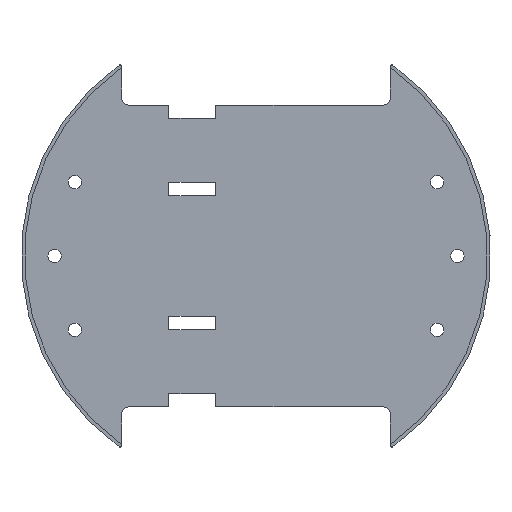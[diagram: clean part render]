
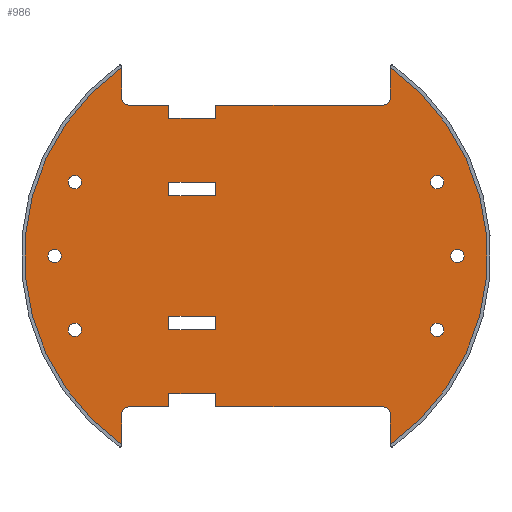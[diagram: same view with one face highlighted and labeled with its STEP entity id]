
A CAD part, front view. The second image highlights one B-rep face of the part: STEP entity #986.
In plain terms, the highlighted planar face has unit normal (0, -1, 0).
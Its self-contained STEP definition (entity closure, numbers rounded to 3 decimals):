
#17=FACE_BOUND('',#159,.T.);
#18=FACE_BOUND('',#160,.T.);
#19=FACE_BOUND('',#161,.T.);
#20=FACE_BOUND('',#162,.T.);
#21=FACE_BOUND('',#163,.T.);
#22=FACE_BOUND('',#164,.T.);
#23=FACE_BOUND('',#165,.T.);
#24=FACE_BOUND('',#166,.T.);
#76=PLANE('',#1073);
#109=FACE_OUTER_BOUND('',#158,.T.);
#158=EDGE_LOOP('',(#718,#719,#720,#721,#722,#723,#724,#725,#726,#727,#728,
#729,#730,#731,#732,#733,#734,#735,#736,#737));
#159=EDGE_LOOP('',(#738,#739,#740,#741));
#160=EDGE_LOOP('',(#742));
#161=EDGE_LOOP('',(#743));
#162=EDGE_LOOP('',(#744));
#163=EDGE_LOOP('',(#745));
#164=EDGE_LOOP('',(#746));
#165=EDGE_LOOP('',(#747));
#166=EDGE_LOOP('',(#748,#749,#750,#751));
#229=LINE('',#1483,#326);
#230=LINE('',#1487,#327);
#231=LINE('',#1489,#328);
#232=LINE('',#1491,#329);
#233=LINE('',#1493,#330);
#234=LINE('',#1495,#331);
#235=LINE('',#1498,#332);
#236=LINE('',#1500,#333);
#237=LINE('',#1504,#334);
#238=LINE('',#1506,#335);
#239=LINE('',#1508,#336);
#240=LINE('',#1510,#337);
#241=LINE('',#1512,#338);
#242=LINE('',#1515,#339);
#243=LINE('',#1518,#340);
#244=LINE('',#1520,#341);
#245=LINE('',#1522,#342);
#246=LINE('',#1523,#343);
#247=LINE('',#1538,#344);
#248=LINE('',#1540,#345);
#249=LINE('',#1542,#346);
#250=LINE('',#1543,#347);
#326=VECTOR('',#1206,10.);
#327=VECTOR('',#1209,10.);
#328=VECTOR('',#1210,10.);
#329=VECTOR('',#1211,10.);
#330=VECTOR('',#1212,10.);
#331=VECTOR('',#1213,10.);
#332=VECTOR('',#1216,10.);
#333=VECTOR('',#1217,10.);
#334=VECTOR('',#1220,10.);
#335=VECTOR('',#1221,10.);
#336=VECTOR('',#1222,10.);
#337=VECTOR('',#1223,10.);
#338=VECTOR('',#1224,10.);
#339=VECTOR('',#1227,10.);
#340=VECTOR('',#1228,10.);
#341=VECTOR('',#1229,10.);
#342=VECTOR('',#1230,10.);
#343=VECTOR('',#1231,10.);
#344=VECTOR('',#1244,10.);
#345=VECTOR('',#1245,10.);
#346=VECTOR('',#1246,10.);
#347=VECTOR('',#1247,10.);
#414=CIRCLE('',#1059,69.);
#416=CIRCLE('',#1063,69.);
#423=CIRCLE('',#1074,2.);
#424=CIRCLE('',#1075,2.);
#425=CIRCLE('',#1076,2.);
#426=CIRCLE('',#1077,2.);
#427=CIRCLE('',#1078,2.);
#428=CIRCLE('',#1079,2.);
#429=CIRCLE('',#1080,2.);
#430=CIRCLE('',#1081,2.);
#431=CIRCLE('',#1082,2.);
#432=CIRCLE('',#1083,2.);
#457=VERTEX_POINT('',#1441);
#458=VERTEX_POINT('',#1442);
#461=VERTEX_POINT('',#1453);
#462=VERTEX_POINT('',#1454);
#472=VERTEX_POINT('',#1482);
#473=VERTEX_POINT('',#1484);
#474=VERTEX_POINT('',#1486);
#475=VERTEX_POINT('',#1488);
#476=VERTEX_POINT('',#1490);
#477=VERTEX_POINT('',#1492);
#478=VERTEX_POINT('',#1494);
#479=VERTEX_POINT('',#1496);
#480=VERTEX_POINT('',#1499);
#481=VERTEX_POINT('',#1501);
#482=VERTEX_POINT('',#1503);
#483=VERTEX_POINT('',#1505);
#484=VERTEX_POINT('',#1507);
#485=VERTEX_POINT('',#1509);
#486=VERTEX_POINT('',#1511);
#487=VERTEX_POINT('',#1513);
#488=VERTEX_POINT('',#1516);
#489=VERTEX_POINT('',#1517);
#490=VERTEX_POINT('',#1519);
#491=VERTEX_POINT('',#1521);
#492=VERTEX_POINT('',#1524);
#493=VERTEX_POINT('',#1526);
#494=VERTEX_POINT('',#1528);
#495=VERTEX_POINT('',#1530);
#496=VERTEX_POINT('',#1532);
#497=VERTEX_POINT('',#1534);
#498=VERTEX_POINT('',#1536);
#499=VERTEX_POINT('',#1537);
#500=VERTEX_POINT('',#1539);
#501=VERTEX_POINT('',#1541);
#550=EDGE_CURVE('',#457,#458,#414,.T.);
#556=EDGE_CURVE('',#461,#462,#416,.T.);
#570=EDGE_CURVE('',#472,#458,#229,.T.);
#571=EDGE_CURVE('',#473,#472,#423,.T.);
#572=EDGE_CURVE('',#474,#473,#230,.T.);
#573=EDGE_CURVE('',#475,#474,#231,.T.);
#574=EDGE_CURVE('',#476,#475,#232,.T.);
#575=EDGE_CURVE('',#477,#476,#233,.T.);
#576=EDGE_CURVE('',#478,#477,#234,.T.);
#577=EDGE_CURVE('',#479,#478,#424,.T.);
#578=EDGE_CURVE('',#461,#479,#235,.T.);
#579=EDGE_CURVE('',#480,#462,#236,.T.);
#580=EDGE_CURVE('',#481,#480,#425,.T.);
#581=EDGE_CURVE('',#482,#481,#237,.T.);
#582=EDGE_CURVE('',#483,#482,#238,.T.);
#583=EDGE_CURVE('',#484,#483,#239,.T.);
#584=EDGE_CURVE('',#485,#484,#240,.T.);
#585=EDGE_CURVE('',#486,#485,#241,.T.);
#586=EDGE_CURVE('',#487,#486,#426,.T.);
#587=EDGE_CURVE('',#457,#487,#242,.T.);
#588=EDGE_CURVE('',#488,#489,#243,.T.);
#589=EDGE_CURVE('',#490,#488,#244,.T.);
#590=EDGE_CURVE('',#491,#490,#245,.T.);
#591=EDGE_CURVE('',#489,#491,#246,.T.);
#592=EDGE_CURVE('',#492,#492,#427,.T.);
#593=EDGE_CURVE('',#493,#493,#428,.T.);
#594=EDGE_CURVE('',#494,#494,#429,.T.);
#595=EDGE_CURVE('',#495,#495,#430,.T.);
#596=EDGE_CURVE('',#496,#496,#431,.T.);
#597=EDGE_CURVE('',#497,#497,#432,.T.);
#598=EDGE_CURVE('',#498,#499,#247,.T.);
#599=EDGE_CURVE('',#500,#498,#248,.T.);
#600=EDGE_CURVE('',#501,#500,#249,.T.);
#601=EDGE_CURVE('',#499,#501,#250,.T.);
#718=ORIENTED_EDGE('',*,*,#550,.T.);
#719=ORIENTED_EDGE('',*,*,#570,.F.);
#720=ORIENTED_EDGE('',*,*,#571,.F.);
#721=ORIENTED_EDGE('',*,*,#572,.F.);
#722=ORIENTED_EDGE('',*,*,#573,.F.);
#723=ORIENTED_EDGE('',*,*,#574,.F.);
#724=ORIENTED_EDGE('',*,*,#575,.F.);
#725=ORIENTED_EDGE('',*,*,#576,.F.);
#726=ORIENTED_EDGE('',*,*,#577,.F.);
#727=ORIENTED_EDGE('',*,*,#578,.F.);
#728=ORIENTED_EDGE('',*,*,#556,.T.);
#729=ORIENTED_EDGE('',*,*,#579,.F.);
#730=ORIENTED_EDGE('',*,*,#580,.F.);
#731=ORIENTED_EDGE('',*,*,#581,.F.);
#732=ORIENTED_EDGE('',*,*,#582,.F.);
#733=ORIENTED_EDGE('',*,*,#583,.F.);
#734=ORIENTED_EDGE('',*,*,#584,.F.);
#735=ORIENTED_EDGE('',*,*,#585,.F.);
#736=ORIENTED_EDGE('',*,*,#586,.F.);
#737=ORIENTED_EDGE('',*,*,#587,.F.);
#738=ORIENTED_EDGE('',*,*,#588,.F.);
#739=ORIENTED_EDGE('',*,*,#589,.F.);
#740=ORIENTED_EDGE('',*,*,#590,.F.);
#741=ORIENTED_EDGE('',*,*,#591,.F.);
#742=ORIENTED_EDGE('',*,*,#592,.F.);
#743=ORIENTED_EDGE('',*,*,#593,.F.);
#744=ORIENTED_EDGE('',*,*,#594,.F.);
#745=ORIENTED_EDGE('',*,*,#595,.F.);
#746=ORIENTED_EDGE('',*,*,#596,.F.);
#747=ORIENTED_EDGE('',*,*,#597,.F.);
#748=ORIENTED_EDGE('',*,*,#598,.F.);
#749=ORIENTED_EDGE('',*,*,#599,.F.);
#750=ORIENTED_EDGE('',*,*,#600,.F.);
#751=ORIENTED_EDGE('',*,*,#601,.F.);
#986=ADVANCED_FACE('',(#109,#17,#18,#19,#20,#21,#22,#23,#24),#76,.F.);
#1059=AXIS2_PLACEMENT_3D('',#1443,#1165,#1166);
#1063=AXIS2_PLACEMENT_3D('',#1455,#1177,#1178);
#1073=AXIS2_PLACEMENT_3D('',#1481,#1204,#1205);
#1074=AXIS2_PLACEMENT_3D('',#1485,#1207,#1208);
#1075=AXIS2_PLACEMENT_3D('',#1497,#1214,#1215);
#1076=AXIS2_PLACEMENT_3D('',#1502,#1218,#1219);
#1077=AXIS2_PLACEMENT_3D('',#1514,#1225,#1226);
#1078=AXIS2_PLACEMENT_3D('',#1525,#1232,#1233);
#1079=AXIS2_PLACEMENT_3D('',#1527,#1234,#1235);
#1080=AXIS2_PLACEMENT_3D('',#1529,#1236,#1237);
#1081=AXIS2_PLACEMENT_3D('',#1531,#1238,#1239);
#1082=AXIS2_PLACEMENT_3D('',#1533,#1240,#1241);
#1083=AXIS2_PLACEMENT_3D('',#1535,#1242,#1243);
#1165=DIRECTION('center_axis',(0.,-1.,0.));
#1166=DIRECTION('ref_axis',(-0.58,0.,0.815));
#1177=DIRECTION('center_axis',(0.,-1.,0.));
#1178=DIRECTION('ref_axis',(0.58,0.,-0.815));
#1204=DIRECTION('center_axis',(0.,1.,0.));
#1205=DIRECTION('ref_axis',(0.,0.,1.));
#1206=DIRECTION('',(0.,0.,1.));
#1207=DIRECTION('center_axis',(0.,-1.,0.));
#1208=DIRECTION('ref_axis',(-1.,0.,0.));
#1209=DIRECTION('',(1.,0.,0.));
#1210=DIRECTION('',(0.,0.,1.));
#1211=DIRECTION('',(1.,0.,0.));
#1212=DIRECTION('',(0.,0.,-1.));
#1213=DIRECTION('',(1.,0.,0.));
#1214=DIRECTION('center_axis',(0.,-1.,0.));
#1215=DIRECTION('ref_axis',(0.,0.,1.));
#1216=DIRECTION('',(0.,0.,-1.));
#1217=DIRECTION('',(0.,0.,-1.));
#1218=DIRECTION('center_axis',(0.,-1.,0.));
#1219=DIRECTION('ref_axis',(1.,0.,0.));
#1220=DIRECTION('',(-1.,0.,0.));
#1221=DIRECTION('',(0.,0.,-1.));
#1222=DIRECTION('',(-1.,0.,0.));
#1223=DIRECTION('',(0.,0.,1.));
#1224=DIRECTION('',(-1.,0.,0.));
#1225=DIRECTION('center_axis',(0.,-1.,0.));
#1226=DIRECTION('ref_axis',(0.,0.,-1.));
#1227=DIRECTION('',(0.,0.,1.));
#1228=DIRECTION('',(1.,0.,0.));
#1229=DIRECTION('',(0.,0.,-1.));
#1230=DIRECTION('',(-1.,0.,0.));
#1231=DIRECTION('',(0.,0.,1.));
#1232=DIRECTION('center_axis',(0.,-1.,0.));
#1233=DIRECTION('ref_axis',(1.,0.,0.));
#1234=DIRECTION('center_axis',(0.,-1.,0.));
#1235=DIRECTION('ref_axis',(1.,0.,0.));
#1236=DIRECTION('center_axis',(0.,-1.,0.));
#1237=DIRECTION('ref_axis',(1.,0.,0.));
#1238=DIRECTION('center_axis',(0.,-1.,0.));
#1239=DIRECTION('ref_axis',(1.,0.,0.));
#1240=DIRECTION('center_axis',(0.,-1.,0.));
#1241=DIRECTION('ref_axis',(1.,0.,0.));
#1242=DIRECTION('center_axis',(0.,-1.,0.));
#1243=DIRECTION('ref_axis',(1.,0.,0.));
#1244=DIRECTION('',(1.,0.,0.));
#1245=DIRECTION('',(0.,0.,-1.));
#1246=DIRECTION('',(-1.,0.,0.));
#1247=DIRECTION('',(0.,0.,1.));
#1441=CARTESIAN_POINT('',(40.,0.,-56.223));
#1442=CARTESIAN_POINT('',(40.,0.,56.223));
#1443=CARTESIAN_POINT('Origin',(0.,0.,0.));
#1453=CARTESIAN_POINT('',(-40.,0.,56.223));
#1454=CARTESIAN_POINT('',(-40.,0.,-56.223));
#1455=CARTESIAN_POINT('Origin',(0.,0.,0.));
#1481=CARTESIAN_POINT('Origin',(0.,0.,0.));
#1482=CARTESIAN_POINT('',(40.,0.,47.));
#1483=CARTESIAN_POINT('',(40.,0.,47.));
#1484=CARTESIAN_POINT('',(38.,0.,45.));
#1485=CARTESIAN_POINT('Origin',(38.,0.,47.));
#1486=CARTESIAN_POINT('',(-12.,0.,45.));
#1487=CARTESIAN_POINT('',(-12.,0.,45.));
#1488=CARTESIAN_POINT('',(-12.,0.,41.));
#1489=CARTESIAN_POINT('',(-12.,0.,41.));
#1490=CARTESIAN_POINT('',(-26.,0.,41.));
#1491=CARTESIAN_POINT('',(-26.,0.,41.));
#1492=CARTESIAN_POINT('',(-26.,0.,45.));
#1493=CARTESIAN_POINT('',(-26.,0.,45.));
#1494=CARTESIAN_POINT('',(-38.,0.,45.));
#1495=CARTESIAN_POINT('',(-38.,0.,45.));
#1496=CARTESIAN_POINT('',(-40.,0.,47.));
#1497=CARTESIAN_POINT('Origin',(-38.,0.,47.));
#1498=CARTESIAN_POINT('',(-40.,0.,56.48));
#1499=CARTESIAN_POINT('',(-40.,0.,-47.));
#1500=CARTESIAN_POINT('',(-40.,0.,-47.));
#1501=CARTESIAN_POINT('',(-38.,0.,-45.));
#1502=CARTESIAN_POINT('Origin',(-38.,0.,-47.));
#1503=CARTESIAN_POINT('',(-26.,0.,-45.));
#1504=CARTESIAN_POINT('',(-26.,0.,-45.));
#1505=CARTESIAN_POINT('',(-26.,0.,-41.));
#1506=CARTESIAN_POINT('',(-26.,0.,-41.));
#1507=CARTESIAN_POINT('',(-12.,0.,-41.));
#1508=CARTESIAN_POINT('',(-12.,0.,-41.));
#1509=CARTESIAN_POINT('',(-12.,0.,-45.));
#1510=CARTESIAN_POINT('',(-12.,0.,-45.));
#1511=CARTESIAN_POINT('',(38.,0.,-45.));
#1512=CARTESIAN_POINT('',(38.,0.,-45.));
#1513=CARTESIAN_POINT('',(40.,0.,-47.));
#1514=CARTESIAN_POINT('Origin',(38.,0.,-47.));
#1515=CARTESIAN_POINT('',(40.,0.,-56.48));
#1516=CARTESIAN_POINT('',(-26.,0.,-22.));
#1517=CARTESIAN_POINT('',(-12.,0.,-22.));
#1518=CARTESIAN_POINT('',(-26.,0.,-22.));
#1519=CARTESIAN_POINT('',(-26.,0.,-18.));
#1520=CARTESIAN_POINT('',(-26.,0.,-18.));
#1521=CARTESIAN_POINT('',(-12.,0.,-18.));
#1522=CARTESIAN_POINT('',(-12.,0.,-18.));
#1523=CARTESIAN_POINT('',(-12.,0.,-22.));
#1524=CARTESIAN_POINT('',(-56.,0.,22.));
#1525=CARTESIAN_POINT('Origin',(-54.,0.,22.));
#1526=CARTESIAN_POINT('',(-56.,0.,-22.));
#1527=CARTESIAN_POINT('Origin',(-54.,0.,-22.));
#1528=CARTESIAN_POINT('',(52.,0.,-22.));
#1529=CARTESIAN_POINT('Origin',(54.,0.,-22.));
#1530=CARTESIAN_POINT('',(52.,0.,22.));
#1531=CARTESIAN_POINT('Origin',(54.,0.,22.));
#1532=CARTESIAN_POINT('',(-62.,0.,0.));
#1533=CARTESIAN_POINT('Origin',(-60.,0.,0.));
#1534=CARTESIAN_POINT('',(58.,0.,0.));
#1535=CARTESIAN_POINT('Origin',(60.,0.,0.));
#1536=CARTESIAN_POINT('',(-26.,0.,18.));
#1537=CARTESIAN_POINT('',(-12.,0.,18.));
#1538=CARTESIAN_POINT('',(-26.,0.,18.));
#1539=CARTESIAN_POINT('',(-26.,0.,22.));
#1540=CARTESIAN_POINT('',(-26.,0.,22.));
#1541=CARTESIAN_POINT('',(-12.,0.,22.));
#1542=CARTESIAN_POINT('',(-12.,0.,22.));
#1543=CARTESIAN_POINT('',(-12.,0.,18.));
